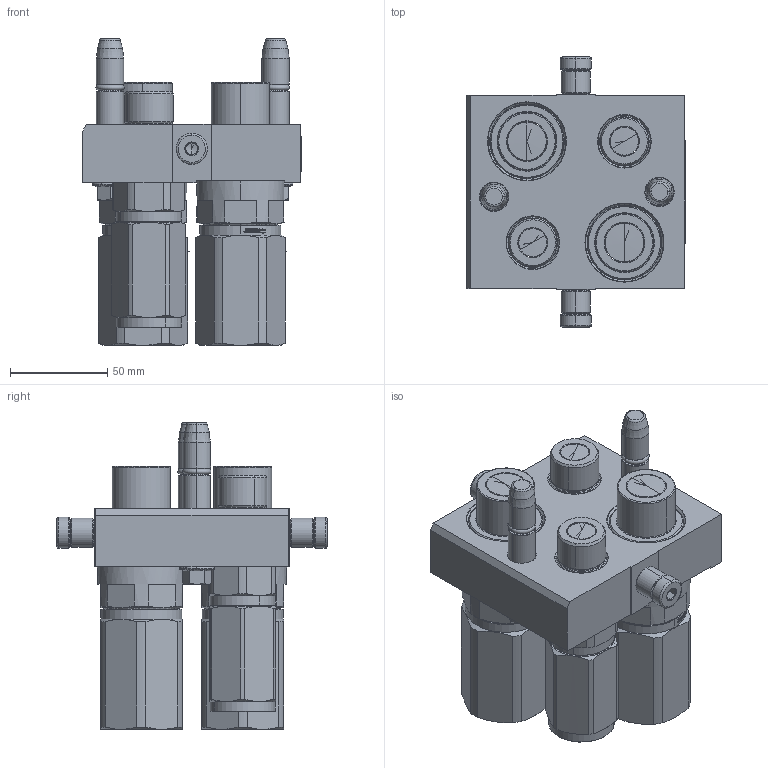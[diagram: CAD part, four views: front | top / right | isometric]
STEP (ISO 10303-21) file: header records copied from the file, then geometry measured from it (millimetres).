
FILE_DESCRIPTION (( 'STEP AP214' ), '1' );
FILE_NAME ('FASTER.step', '2024-12-04T15:13:59', ( '' ), ( '' ), 'SwSTEP 2.0', 'SolidWorks 2017', '' );
FILE_SCHEMA (( 'AUTOMOTIVE_DESIGN' ));
Length unit declared in the file: millimetre
Products named in the file (13): FASTER; et002; or2_62x9_19_m; P510_M_BASE; 3ffnp34-1gas_m; 4830_021_0000_000; 4830_010_0000_032; 3ffnp12_gas_m; 1540_080_0008_000; 4830_028_1000_011; 4830_013_3000_030
Assembly tree (19 placements, depth 3):
  FASTER
    P510_M_BASE
      4830_010_0000_032
      4830_013_3000_030  x2
      4830_028_1000_011  x2
      4830_021_0000_000  x2
      1540_080_0008_000  x2
      or2_62x9_19_m  x2
    3ffnp34-1gas_m  x2
      3ffnp34-1gas_m
    3ffnp12_gas_m  x2
      3ffnp12_gas_m
    et002
Bounding box: 112.3 x 138.6 x 157.35 mm (x, y, z)
Volume: 2873.9 mm3; surface area: 153432.7 mm2
Topology: 5 solids, 52 shells, 2151 faces, 6574 edges, 4368 vertices
Faces by surface type: plane 1228, cylinder 353, cone 334, bspline 128, torus 108
Entity records: 62774 total; most frequent: CARTESIAN_POINT 17456, ORIENTED_EDGE 8255, DIRECTION 7522, EDGE_CURVE 4486, LINE 2988, VECTOR 2988, VERTEX_POINT 2984, AXIS2_PLACEMENT_3D 2267
